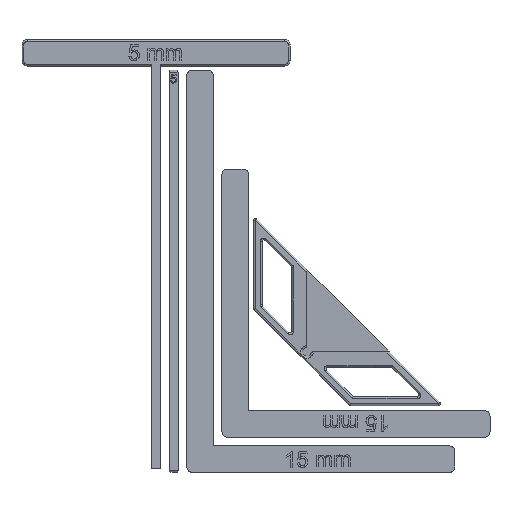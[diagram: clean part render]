
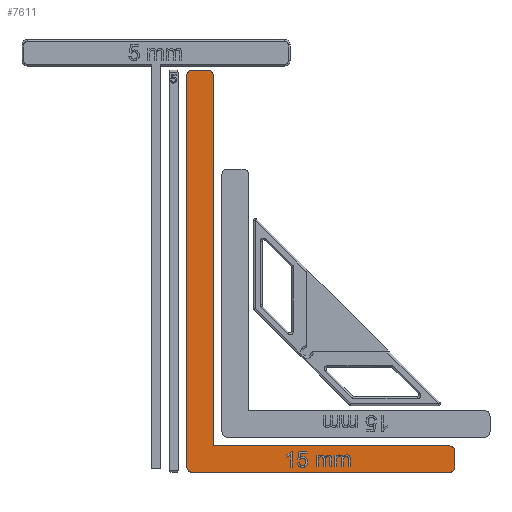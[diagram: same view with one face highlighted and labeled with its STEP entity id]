
A CAD part, top view. The second image highlights one B-rep face of the part: STEP entity #7611.
In plain terms, the highlighted planar face has unit normal (0, 0, 1).
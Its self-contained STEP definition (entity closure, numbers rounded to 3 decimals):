
#809=FACE_OUTER_BOUND('',#1258,.T.);
#1258=EDGE_LOOP('',(#5459,#5460,#5461,#5462,#5463,#5464,#5465,#5466,#5467,
#5468,#5469));
#1712=LINE('',#10465,#2384);
#1720=LINE('',#10492,#2392);
#1726=LINE('',#10507,#2398);
#1728=LINE('',#10513,#2400);
#1729=LINE('',#10515,#2401);
#1730=LINE('',#10517,#2402);
#2384=VECTOR('',#8955,10.);
#2392=VECTOR('',#8979,10.);
#2398=VECTOR('',#8995,10.);
#2400=VECTOR('',#9003,10.);
#2401=VECTOR('',#9006,10.);
#2402=VECTOR('',#9009,10.);
#3027=CIRCLE('',#8212,3.);
#3033=CIRCLE('',#8221,3.);
#3034=CIRCLE('',#8224,3.);
#3035=CIRCLE('',#8226,3.);
#3036=CIRCLE('',#8229,3.);
#3197=VERTEX_POINT('',#10452);
#3198=VERTEX_POINT('',#10453);
#3202=VERTEX_POINT('',#10463);
#3211=VERTEX_POINT('',#10485);
#3212=VERTEX_POINT('',#10486);
#3213=VERTEX_POINT('',#10491);
#3214=VERTEX_POINT('',#10495);
#3215=VERTEX_POINT('',#10499);
#3216=VERTEX_POINT('',#10500);
#3217=VERTEX_POINT('',#10505);
#3218=VERTEX_POINT('',#10509);
#4036=EDGE_CURVE('',#3197,#3198,#3027,.T.);
#4042=EDGE_CURVE('',#3197,#3202,#1712,.T.);
#4052=EDGE_CURVE('',#3211,#3212,#3033,.T.);
#4055=EDGE_CURVE('',#3213,#3212,#1720,.T.);
#4057=EDGE_CURVE('',#3213,#3214,#3034,.T.);
#4059=EDGE_CURVE('',#3215,#3216,#3035,.T.);
#4063=EDGE_CURVE('',#3215,#3217,#1726,.T.);
#4064=EDGE_CURVE('',#3218,#3202,#3036,.T.);
#4066=EDGE_CURVE('',#3217,#3214,#1728,.T.);
#4067=EDGE_CURVE('',#3218,#3216,#1729,.T.);
#4068=EDGE_CURVE('',#3211,#3198,#1730,.T.);
#5459=ORIENTED_EDGE('',*,*,#4036,.F.);
#5460=ORIENTED_EDGE('',*,*,#4042,.T.);
#5461=ORIENTED_EDGE('',*,*,#4064,.F.);
#5462=ORIENTED_EDGE('',*,*,#4067,.T.);
#5463=ORIENTED_EDGE('',*,*,#4059,.F.);
#5464=ORIENTED_EDGE('',*,*,#4063,.T.);
#5465=ORIENTED_EDGE('',*,*,#4066,.T.);
#5466=ORIENTED_EDGE('',*,*,#4057,.F.);
#5467=ORIENTED_EDGE('',*,*,#4055,.T.);
#5468=ORIENTED_EDGE('',*,*,#4052,.F.);
#5469=ORIENTED_EDGE('',*,*,#4068,.T.);
#7364=PLANE('',#8233);
#7611=ADVANCED_FACE('',(#809),#7364,.T.);
#8212=AXIS2_PLACEMENT_3D('',#10454,#8945,#8946);
#8221=AXIS2_PLACEMENT_3D('',#10487,#8973,#8974);
#8224=AXIS2_PLACEMENT_3D('',#10496,#8983,#8984);
#8226=AXIS2_PLACEMENT_3D('',#10501,#8988,#8989);
#8229=AXIS2_PLACEMENT_3D('',#10510,#8998,#8999);
#8233=AXIS2_PLACEMENT_3D('',#10518,#9010,#9011);
#8945=DIRECTION('center_axis',(0.,0.,-1.));
#8946=DIRECTION('ref_axis',(-0.707,-0.707,0.));
#8955=DIRECTION('',(1.,0.,0.));
#8973=DIRECTION('center_axis',(0.,0.,-1.));
#8974=DIRECTION('ref_axis',(-0.707,0.707,0.));
#8979=DIRECTION('',(-1.,0.,0.));
#8983=DIRECTION('center_axis',(0.,0.,-1.));
#8984=DIRECTION('ref_axis',(0.707,0.707,0.));
#8988=DIRECTION('center_axis',(0.,0.,-1.));
#8989=DIRECTION('ref_axis',(0.707,0.707,0.));
#8995=DIRECTION('',(-1.,0.,0.));
#8998=DIRECTION('center_axis',(0.,0.,-1.));
#8999=DIRECTION('ref_axis',(0.707,-0.707,0.));
#9003=DIRECTION('',(0.,1.,0.));
#9006=DIRECTION('',(0.,1.,0.));
#9009=DIRECTION('',(0.,-1.,0.));
#9010=DIRECTION('center_axis',(0.,0.,1.));
#9011=DIRECTION('ref_axis',(1.,0.,0.));
#10452=CARTESIAN_POINT('',(13.,0.,5.));
#10453=CARTESIAN_POINT('',(10.,3.,5.));
#10454=CARTESIAN_POINT('Origin',(13.,3.,5.));
#10463=CARTESIAN_POINT('',(159.4,0.,5.));
#10465=CARTESIAN_POINT('',(10.,0.,5.));
#10485=CARTESIAN_POINT('',(10.,225.6,5.));
#10486=CARTESIAN_POINT('',(13.,228.6,5.));
#10487=CARTESIAN_POINT('Origin',(13.,225.6,5.));
#10491=CARTESIAN_POINT('',(22.,228.6,5.));
#10492=CARTESIAN_POINT('',(25.,228.6,5.));
#10495=CARTESIAN_POINT('',(25.,225.6,5.));
#10496=CARTESIAN_POINT('Origin',(22.,225.6,5.));
#10499=CARTESIAN_POINT('',(159.4,15.,5.));
#10500=CARTESIAN_POINT('',(162.4,12.,5.));
#10501=CARTESIAN_POINT('Origin',(159.4,12.,5.));
#10505=CARTESIAN_POINT('',(25.,15.,5.));
#10507=CARTESIAN_POINT('',(162.4,15.,5.));
#10509=CARTESIAN_POINT('',(162.4,3.,5.));
#10510=CARTESIAN_POINT('Origin',(159.4,3.,5.));
#10513=CARTESIAN_POINT('',(25.,0.,5.));
#10515=CARTESIAN_POINT('',(162.4,0.,5.));
#10517=CARTESIAN_POINT('',(10.,15.,5.));
#10518=CARTESIAN_POINT('Origin',(86.2,114.3,5.));
